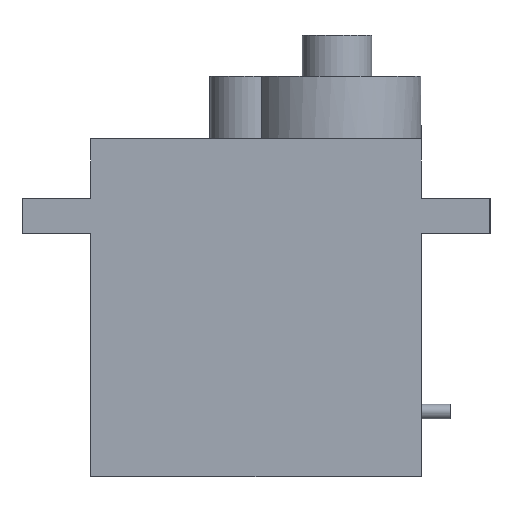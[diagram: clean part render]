
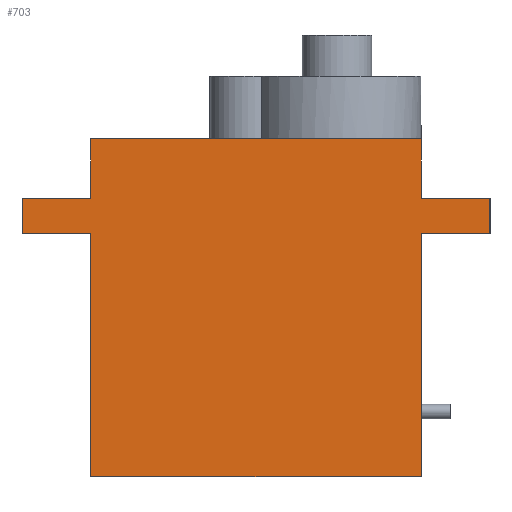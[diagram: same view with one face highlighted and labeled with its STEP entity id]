
A CAD part, left-side view. The second image highlights one B-rep face of the part: STEP entity #703.
In plain terms, the highlighted planar face has unit normal (-1, 0, 0).
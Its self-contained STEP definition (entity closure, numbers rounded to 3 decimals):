
#42=PLANE('',#782);
#80=FACE_OUTER_BOUND('',#121,.T.);
#121=EDGE_LOOP('',(#621,#622,#623,#624,#625,#626,#627,#628,#629,#630,#631,
#632));
#147=LINE('',#1069,#224);
#166=LINE('',#1110,#243);
#168=LINE('',#1114,#245);
#173=LINE('',#1123,#250);
#182=LINE('',#1141,#259);
#188=LINE('',#1153,#265);
#189=LINE('',#1155,#266);
#194=LINE('',#1166,#271);
#197=LINE('',#1170,#274);
#198=LINE('',#1172,#275);
#200=LINE('',#1176,#277);
#201=LINE('',#1177,#278);
#224=VECTOR('',#870,1.);
#243=VECTOR('',#909,1.);
#245=VECTOR('',#913,1.);
#250=VECTOR('',#920,1.);
#259=VECTOR('',#935,1.);
#265=VECTOR('',#945,1.);
#266=VECTOR('',#948,1.);
#271=VECTOR('',#957,1.);
#274=VECTOR('',#962,1.);
#275=VECTOR('',#965,1.);
#277=VECTOR('',#969,1.);
#278=VECTOR('',#970,1.);
#334=VERTEX_POINT('',#1066);
#335=VERTEX_POINT('',#1068);
#346=VERTEX_POINT('',#1107);
#347=VERTEX_POINT('',#1109);
#348=VERTEX_POINT('',#1113);
#351=VERTEX_POINT('',#1121);
#356=VERTEX_POINT('',#1137);
#357=VERTEX_POINT('',#1139);
#361=VERTEX_POINT('',#1151);
#364=VERTEX_POINT('',#1163);
#365=VERTEX_POINT('',#1165);
#366=VERTEX_POINT('',#1175);
#406=EDGE_CURVE('',#335,#334,#147,.T.);
#427=EDGE_CURVE('',#346,#347,#166,.T.);
#429=EDGE_CURVE('',#348,#347,#168,.T.);
#434=EDGE_CURVE('',#346,#351,#173,.T.);
#443=EDGE_CURVE('',#356,#357,#182,.T.);
#449=EDGE_CURVE('',#357,#361,#188,.T.);
#450=EDGE_CURVE('',#334,#356,#189,.T.);
#455=EDGE_CURVE('',#365,#364,#194,.F.);
#458=EDGE_CURVE('',#348,#364,#197,.T.);
#459=EDGE_CURVE('',#365,#361,#198,.T.);
#461=EDGE_CURVE('',#366,#351,#200,.T.);
#462=EDGE_CURVE('',#366,#335,#201,.T.);
#621=ORIENTED_EDGE('',*,*,#406,.T.);
#622=ORIENTED_EDGE('',*,*,#450,.T.);
#623=ORIENTED_EDGE('',*,*,#443,.T.);
#624=ORIENTED_EDGE('',*,*,#449,.T.);
#625=ORIENTED_EDGE('',*,*,#459,.F.);
#626=ORIENTED_EDGE('',*,*,#455,.T.);
#627=ORIENTED_EDGE('',*,*,#458,.F.);
#628=ORIENTED_EDGE('',*,*,#429,.T.);
#629=ORIENTED_EDGE('',*,*,#427,.F.);
#630=ORIENTED_EDGE('',*,*,#434,.T.);
#631=ORIENTED_EDGE('',*,*,#461,.F.);
#632=ORIENTED_EDGE('',*,*,#462,.T.);
#703=ADVANCED_FACE('',(#80),#42,.T.);
#782=AXIS2_PLACEMENT_3D('',#1174,#967,#968);
#870=DIRECTION('',(0.,0.,1.));
#909=DIRECTION('',(0.,0.,1.));
#913=DIRECTION('',(0.,1.,0.));
#920=DIRECTION('',(0.,-1.,0.));
#935=DIRECTION('',(0.,0.,1.));
#945=DIRECTION('',(0.,1.,0.));
#948=DIRECTION('',(0.,-1.,0.));
#957=DIRECTION('',(0.,-1.,0.));
#962=DIRECTION('',(0.,0.,1.));
#965=DIRECTION('',(0.,0.,-1.));
#967=DIRECTION('center_axis',(-1.,0.,0.));
#968=DIRECTION('ref_axis',(0.,-1.,0.));
#969=DIRECTION('',(0.,0.,1.));
#970=DIRECTION('',(0.,-1.,0.));
#1066=CARTESIAN_POINT('',(0.,-40.25,16.75));
#1068=CARTESIAN_POINT('',(0.,-40.25,0.));
#1069=CARTESIAN_POINT('',(0.,-40.25,0.));
#1107=CARTESIAN_POINT('',(0.,-12.75,16.75));
#1109=CARTESIAN_POINT('',(0.,-12.75,19.2));
#1110=CARTESIAN_POINT('',(0.,-12.75,16.75));
#1113=CARTESIAN_POINT('',(0.,-17.5,19.2));
#1114=CARTESIAN_POINT('',(0.,-40.25,19.2));
#1121=CARTESIAN_POINT('',(0.,-17.5,16.75));
#1123=CARTESIAN_POINT('',(0.,-12.75,16.75));
#1137=CARTESIAN_POINT('',(0.,-45.,16.75));
#1139=CARTESIAN_POINT('',(0.,-45.,19.2));
#1141=CARTESIAN_POINT('',(0.,-45.,16.75));
#1151=CARTESIAN_POINT('',(0.,-40.25,19.2));
#1153=CARTESIAN_POINT('',(0.,-40.25,19.2));
#1155=CARTESIAN_POINT('',(0.,-40.25,16.75));
#1163=CARTESIAN_POINT('',(0.,-17.5,23.3));
#1165=CARTESIAN_POINT('',(0.,-40.25,23.3));
#1166=CARTESIAN_POINT('',(0.,-23.188,23.3));
#1170=CARTESIAN_POINT('',(0.,-17.5,9.6));
#1172=CARTESIAN_POINT('',(0.,-40.25,9.6));
#1174=CARTESIAN_POINT('Origin',(0.,-28.875,
0.));
#1175=CARTESIAN_POINT('',(0.,-17.5,0.));
#1176=CARTESIAN_POINT('',(0.,-17.5,0.));
#1177=CARTESIAN_POINT('',(0.,-17.5,0.));
